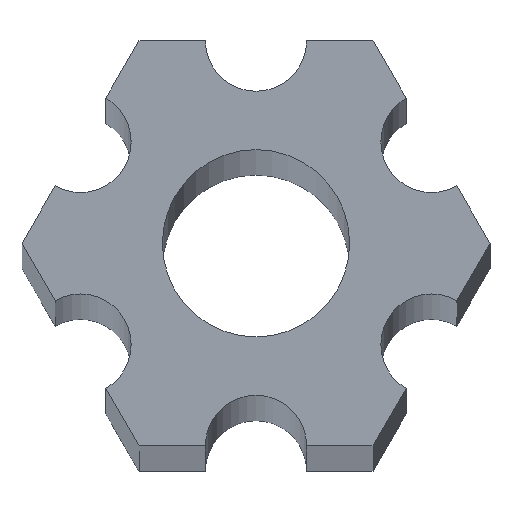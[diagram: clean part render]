
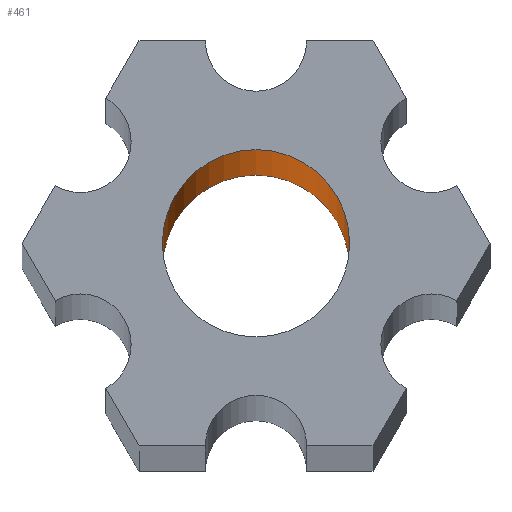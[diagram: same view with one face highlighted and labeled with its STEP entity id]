
A CAD part, top view. The second image highlights one B-rep face of the part: STEP entity #461.
In plain terms, the highlighted cylindrical face has radius 2.934 mm (diameter 5.867 mm), a partial arc.
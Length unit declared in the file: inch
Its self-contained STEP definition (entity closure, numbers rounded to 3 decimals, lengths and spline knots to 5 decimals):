
#18 = DIRECTION ( 'NONE',  ( 0., 0., 1. ) ) ;
#40 = VERTEX_POINT ( 'NONE', #490 ) ;
#45 = CIRCLE ( 'NONE', #504, 0.1155 ) ;
#48 = VECTOR ( 'NONE', #179, 39.37008 ) ;
#69 = CARTESIAN_POINT ( 'NONE',  ( 0., 0., 9. ) ) ;
#80 = VERTEX_POINT ( 'NONE', #744 ) ;
#82 = CARTESIAN_POINT ( 'NONE',  ( 0.1155, 0., -9. ) ) ;
#83 = ORIENTED_EDGE ( 'NONE', *, *, #239, .T. ) ;
#110 = CIRCLE ( 'NONE', #123, 0.1155 ) ;
#123 = AXIS2_PLACEMENT_3D ( 'NONE', #609, #618, #678 ) ;
#140 = VECTOR ( 'NONE', #484, 39.37008 ) ;
#142 = CARTESIAN_POINT ( 'NONE',  ( 0., 0., 9. ) ) ;
#143 = EDGE_CURVE ( 'NONE', #259, #40, #110, .T. ) ;
#179 = DIRECTION ( 'NONE',  ( 0., 0., -1. ) ) ;
#184 = CARTESIAN_POINT ( 'NONE',  ( -0.1155, 0., 9. ) ) ;
#203 = EDGE_LOOP ( 'NONE', ( #530, #83, #266, #263 ) ) ;
#237 = CARTESIAN_POINT ( 'NONE',  ( -0.1155, 0., 9. ) ) ;
#239 = EDGE_CURVE ( 'NONE', #80, #685, #45, .T. ) ;
#243 = CARTESIAN_POINT ( 'NONE',  ( 0.1155, 0., 9. ) ) ;
#259 = VERTEX_POINT ( 'NONE', #82 ) ;
#263 = ORIENTED_EDGE ( 'NONE', *, *, #143, .F. ) ;
#266 = ORIENTED_EDGE ( 'NONE', *, *, #775, .T. ) ;
#342 = DIRECTION ( 'NONE',  ( 1., 0., 0. ) ) ;
#376 = CYLINDRICAL_SURFACE ( 'NONE', #377, 0.1155 ) ;
#377 = AXIS2_PLACEMENT_3D ( 'NONE', #142, #617, #565 ) ;
#461 = ADVANCED_FACE ( 'NONE', ( #696 ), #376, .F. ) ;
#484 = DIRECTION ( 'NONE',  ( 0., 0., -1. ) ) ;
#490 = CARTESIAN_POINT ( 'NONE',  ( -0.1155, 0., -9. ) ) ;
#504 = AXIS2_PLACEMENT_3D ( 'NONE', #69, #18, #342 ) ;
#530 = ORIENTED_EDGE ( 'NONE', *, *, #738, .F. ) ;
#565 = DIRECTION ( 'NONE',  ( -1., 0., 0. ) ) ;
#609 = CARTESIAN_POINT ( 'NONE',  ( 0., 0., -9. ) ) ;
#617 = DIRECTION ( 'NONE',  ( 0., 0., -1. ) ) ;
#618 = DIRECTION ( 'NONE',  ( 0., 0., 1. ) ) ;
#678 = DIRECTION ( 'NONE',  ( 1., 0., 0. ) ) ;
#685 = VERTEX_POINT ( 'NONE', #184 ) ;
#696 = FACE_OUTER_BOUND ( 'NONE', #203, .T. ) ;
#738 = EDGE_CURVE ( 'NONE', #80, #259, #796, .T. ) ;
#744 = CARTESIAN_POINT ( 'NONE',  ( 0.1155, 0., 9. ) ) ;
#775 = EDGE_CURVE ( 'NONE', #685, #40, #790, .T. ) ;
#790 = LINE ( 'NONE', #237, #140 ) ;
#796 = LINE ( 'NONE', #243, #48 ) ;
